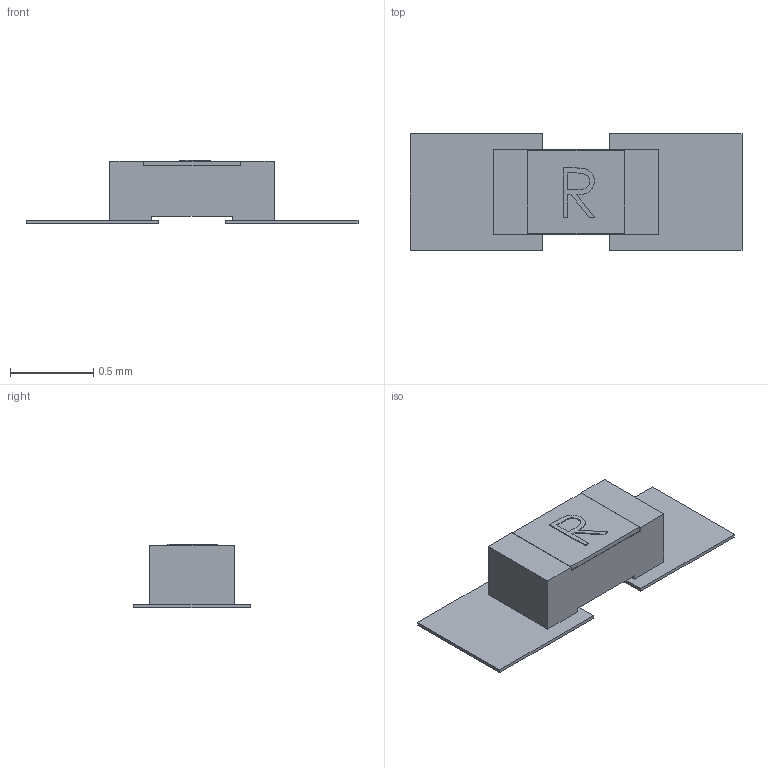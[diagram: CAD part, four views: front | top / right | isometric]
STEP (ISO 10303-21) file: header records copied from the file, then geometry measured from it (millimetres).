
FILE_DESCRIPTION (( 'STEP AP214' ), '1' );
FILE_NAME ('User Library-res0402.STEP', '2010-10-19T23:06:51', ( 'sysAdmin' ), ( 'SolidWorks' ), 'SwSTEP 2.0', 'SolidWorks 2010', '' );
FILE_SCHEMA (( 'AUTOMOTIVE_DESIGN' ));
Length unit declared in the file: millimetre
Products named in the file (3): User Library-res0402_pad_0402_??; User Library-res0402; User Library-res0402_res0402_body_??
Assembly tree (2 placements, depth 2):
  User Library-res0402
    User Library-res0402_pad_0402_??
    User Library-res0402_res0402_body_??
Bounding box: 2 x 0.7 x 0.38 mm (x, y, z)
Volume: 0.2 mm3; surface area: 4.4 mm2
Topology: 3 solids, 3 shells, 52 faces, 128 edges, 84 vertices
Faces by surface type: plane 47, bspline 5
Entity records: 2476 total; most frequent: CARTESIAN_POINT 776, ORIENTED_EDGE 256, DIRECTION 222, EDGE_CURVE 128, VECTOR 118, LINE 118, VERTEX_POINT 84, EDGE_LOOP 54
